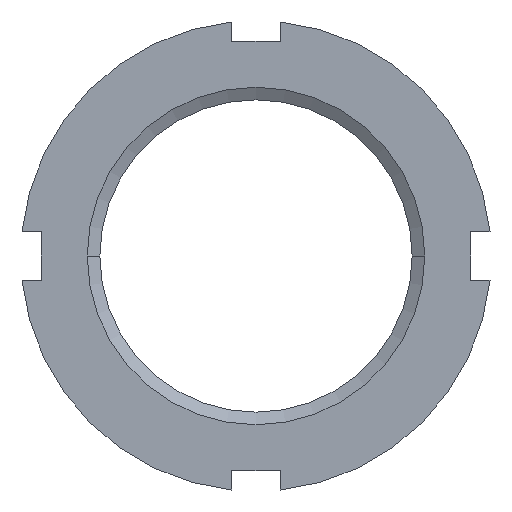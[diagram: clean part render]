
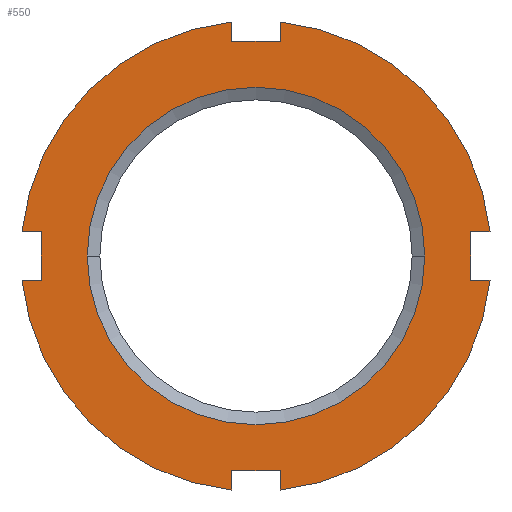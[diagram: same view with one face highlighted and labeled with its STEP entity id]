
A CAD part, front view. The second image highlights one B-rep face of the part: STEP entity #550.
In plain terms, the highlighted planar face has unit normal (0, -1, 0).
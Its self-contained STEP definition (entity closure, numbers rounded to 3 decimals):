
#69=DIRECTION('',(-1.,0.,0.));
#70=VECTOR('',#69,6.);
#71=CARTESIAN_POINT('',(3.,0.,26.5));
#72=LINE('',#71,#70);
#73=DIRECTION('',(0.,0.,-1.));
#74=VECTOR('',#73,2.344);
#75=CARTESIAN_POINT('',(3.,0.,28.844));
#76=LINE('',#75,#74);
#77=DIRECTION('',(-1.,0.,0.));
#78=VECTOR('',#77,2.344);
#79=CARTESIAN_POINT('',(28.844,0.,3.));
#80=LINE('',#79,#78);
#81=DIRECTION('',(0.,0.,1.));
#82=VECTOR('',#81,6.);
#83=CARTESIAN_POINT('',(26.5,0.,-3.));
#84=LINE('',#83,#82);
#85=DIRECTION('',(-1.,0.,0.));
#86=VECTOR('',#85,2.344);
#87=CARTESIAN_POINT('',(28.844,0.,-3.));
#88=LINE('',#87,#86);
#89=DIRECTION('',(0.,0.,1.));
#90=VECTOR('',#89,2.344);
#91=CARTESIAN_POINT('',(3.,0.,-28.844));
#92=LINE('',#91,#90);
#93=DIRECTION('',(1.,0.,0.));
#94=VECTOR('',#93,6.);
#95=CARTESIAN_POINT('',(-3.,0.,-26.5));
#96=LINE('',#95,#94);
#97=DIRECTION('',(0.,0.,1.));
#98=VECTOR('',#97,2.344);
#99=CARTESIAN_POINT('',(-3.,0.,-28.844));
#100=LINE('',#99,#98);
#101=DIRECTION('',(1.,0.,0.));
#102=VECTOR('',#101,2.344);
#103=CARTESIAN_POINT('',(-28.844,0.,-3.));
#104=LINE('',#103,#102);
#105=DIRECTION('',(0.,0.,-1.));
#106=VECTOR('',#105,6.);
#107=CARTESIAN_POINT('',(-26.5,0.,3.));
#108=LINE('',#107,#106);
#109=DIRECTION('',(1.,0.,0.));
#110=VECTOR('',#109,2.344);
#111=CARTESIAN_POINT('',(-28.844,0.,3.));
#112=LINE('',#111,#110);
#113=DIRECTION('',(0.,0.,-1.));
#114=VECTOR('',#113,2.344);
#115=CARTESIAN_POINT('',(-3.,0.,28.844));
#116=LINE('',#115,#114);
#117=CARTESIAN_POINT('',(0.,0.,0.));
#118=DIRECTION('',(0.,1.,0.));
#119=DIRECTION('',(1.,0.,0.));
#120=AXIS2_PLACEMENT_3D('',#117,#118,#119);
#122=CARTESIAN_POINT('',(0.,0.,0.));
#123=DIRECTION('',(0.,1.,0.));
#124=DIRECTION('',(-1.,0.,0.));
#125=AXIS2_PLACEMENT_3D('',#122,#123,#124);
#148=CARTESIAN_POINT('',(0.,0.,0.));
#149=DIRECTION('',(0.,-1.,0.));
#150=DIRECTION('',(0.103,0.,-0.995));
#151=AXIS2_PLACEMENT_3D('',#148,#149,#150);
#166=CARTESIAN_POINT('',(0.,0.,0.));
#167=DIRECTION('',(0.,-1.,0.));
#168=DIRECTION('',(-0.995,0.,-0.103));
#169=AXIS2_PLACEMENT_3D('',#166,#167,#168);
#184=CARTESIAN_POINT('',(0.,0.,0.));
#185=DIRECTION('',(0.,-1.,0.));
#186=DIRECTION('',(-0.103,0.,0.995));
#187=AXIS2_PLACEMENT_3D('',#184,#185,#186);
#202=CARTESIAN_POINT('',(0.,0.,0.));
#203=DIRECTION('',(0.,-1.,0.));
#204=DIRECTION('',(0.995,0.,0.103));
#205=AXIS2_PLACEMENT_3D('',#202,#203,#204);
#275=CARTESIAN_POINT('',(26.5,0.,-3.));
#276=CARTESIAN_POINT('',(26.5,0.,3.));
#277=VERTEX_POINT('',#275);
#278=VERTEX_POINT('',#276);
#279=CARTESIAN_POINT('',(28.844,0.,3.));
#280=VERTEX_POINT('',#279);
#281=CARTESIAN_POINT('',(28.844,0.,-3.));
#282=VERTEX_POINT('',#281);
#283=CARTESIAN_POINT('',(-3.,0.,-26.5));
#284=CARTESIAN_POINT('',(3.,0.,-26.5));
#285=VERTEX_POINT('',#283);
#286=VERTEX_POINT('',#284);
#287=CARTESIAN_POINT('',(3.,0.,-28.844));
#288=VERTEX_POINT('',#287);
#289=CARTESIAN_POINT('',(-3.,0.,-28.844));
#290=VERTEX_POINT('',#289);
#291=CARTESIAN_POINT('',(-26.5,0.,3.));
#292=CARTESIAN_POINT('',(-26.5,0.,-3.));
#293=VERTEX_POINT('',#291);
#294=VERTEX_POINT('',#292);
#295=CARTESIAN_POINT('',(-28.844,0.,-3.));
#296=VERTEX_POINT('',#295);
#297=CARTESIAN_POINT('',(-28.844,0.,3.));
#298=VERTEX_POINT('',#297);
#299=CARTESIAN_POINT('',(3.,0.,26.5));
#300=CARTESIAN_POINT('',(-3.,0.,26.5));
#301=VERTEX_POINT('',#299);
#302=VERTEX_POINT('',#300);
#303=CARTESIAN_POINT('',(-3.,0.,28.844));
#304=VERTEX_POINT('',#303);
#305=CARTESIAN_POINT('',(3.,0.,28.844));
#306=VERTEX_POINT('',#305);
#307=CARTESIAN_POINT('',(20.8,0.,0.));
#308=CARTESIAN_POINT('',(-20.8,0.,0.));
#309=VERTEX_POINT('',#307);
#310=VERTEX_POINT('',#308);
#507=CARTESIAN_POINT('',(0.,0.,0.));
#508=DIRECTION('',(0.,1.,0.));
#509=DIRECTION('',(1.,0.,0.));
#510=AXIS2_PLACEMENT_3D('',#507,#508,#509);
#511=PLANE('',#510);
#513=ORIENTED_EDGE('',*,*,#512,.F.);
#515=ORIENTED_EDGE('',*,*,#514,.F.);
#517=ORIENTED_EDGE('',*,*,#516,.F.);
#519=ORIENTED_EDGE('',*,*,#518,.T.);
#521=ORIENTED_EDGE('',*,*,#520,.F.);
#523=ORIENTED_EDGE('',*,*,#522,.F.);
#525=ORIENTED_EDGE('',*,*,#524,.F.);
#527=ORIENTED_EDGE('',*,*,#526,.T.);
#529=ORIENTED_EDGE('',*,*,#528,.F.);
#531=ORIENTED_EDGE('',*,*,#530,.F.);
#533=ORIENTED_EDGE('',*,*,#532,.F.);
#534=ORIENTED_EDGE('',*,*,#368,.T.);
#536=ORIENTED_EDGE('',*,*,#535,.F.);
#538=ORIENTED_EDGE('',*,*,#537,.F.);
#540=ORIENTED_EDGE('',*,*,#539,.F.);
#542=ORIENTED_EDGE('',*,*,#541,.T.);
#543=EDGE_LOOP('',(#513,#515,#517,#519,#521,#523,#525,#527,#529,#531,#533,#534,
#536,#538,#540,#542));
#544=FACE_OUTER_BOUND('',#543,.F.);
#545=ORIENTED_EDGE('',*,*,#497,.F.);
#547=ORIENTED_EDGE('',*,*,#546,.F.);
#548=EDGE_LOOP('',(#545,#547));
#549=FACE_BOUND('',#548,.F.);
#550=ADVANCED_FACE('',(#544,#549),#511,.F.);
#121=CIRCLE('',#120,20.8);
#126=CIRCLE('',#125,20.8);
#152=CIRCLE('',#151,29.);
#170=CIRCLE('',#169,29.);
#188=CIRCLE('',#187,29.);
#206=CIRCLE('',#205,29.);
#368=EDGE_CURVE('',#296,#294,#104,.T.);
#497=EDGE_CURVE('',#309,#310,#121,.T.);
#512=EDGE_CURVE('',#301,#302,#72,.T.);
#514=EDGE_CURVE('',#306,#301,#76,.T.);
#516=EDGE_CURVE('',#280,#306,#206,.T.);
#518=EDGE_CURVE('',#280,#278,#80,.T.);
#520=EDGE_CURVE('',#277,#278,#84,.T.);
#522=EDGE_CURVE('',#282,#277,#88,.T.);
#524=EDGE_CURVE('',#288,#282,#152,.T.);
#526=EDGE_CURVE('',#288,#286,#92,.T.);
#528=EDGE_CURVE('',#285,#286,#96,.T.);
#530=EDGE_CURVE('',#290,#285,#100,.T.);
#532=EDGE_CURVE('',#296,#290,#170,.T.);
#535=EDGE_CURVE('',#293,#294,#108,.T.);
#537=EDGE_CURVE('',#298,#293,#112,.T.);
#539=EDGE_CURVE('',#304,#298,#188,.T.);
#541=EDGE_CURVE('',#304,#302,#116,.T.);
#546=EDGE_CURVE('',#310,#309,#126,.T.);
